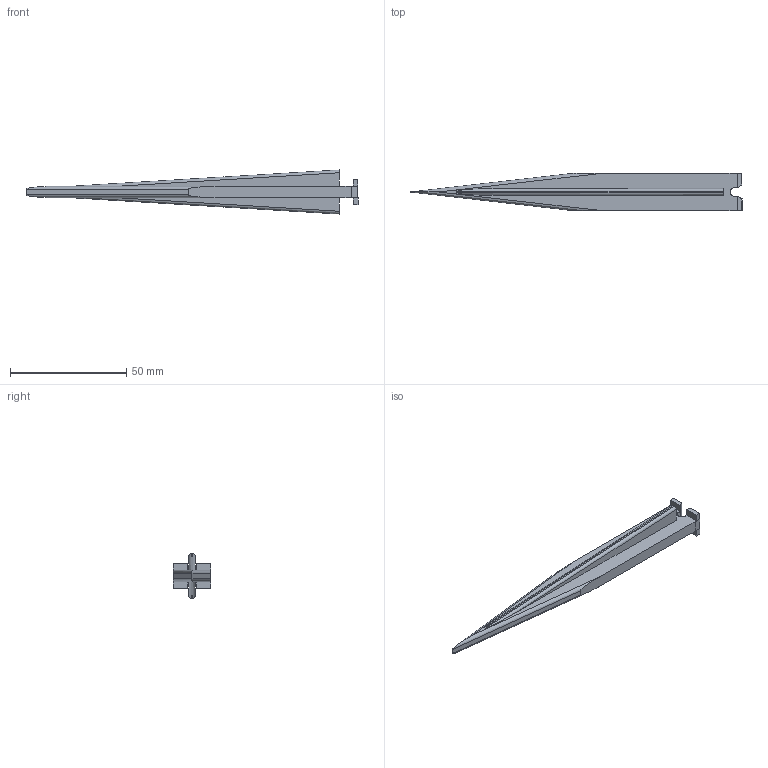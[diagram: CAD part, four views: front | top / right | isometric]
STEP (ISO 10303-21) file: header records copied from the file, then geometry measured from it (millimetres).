
FILE_DESCRIPTION(('FreeCAD Model'),'2;1');
FILE_NAME('Open CASCADE Shape Model','2024-12-31T16:59:38',('Author'),( ''),'Open CASCADE STEP processor 7.7','FreeCAD','Unknown');
FILE_SCHEMA(('AUTOMOTIVE_DESIGN { 1 0 10303 214 1 1 1 1 }'));
Length unit declared in the file: millimetre
Products named in the file (1): Body006
Bounding box: 143 x 16 x 19 mm (x, y, z)
Volume: 10841.5 mm3; surface area: 6398.8 mm2
Topology: 1 solids, 1 shells, 54 faces, 140 edges, 90 vertices
Faces by surface type: plane 45, cylinder 9
Entity records: 1642 total; most frequent: CARTESIAN_POINT 285, ORIENTED_EDGE 280, DIRECTION 266, EDGE_CURVE 140, LINE 124, VECTOR 124, VERTEX_POINT 90, AXIS2_PLACEMENT_3D 71
